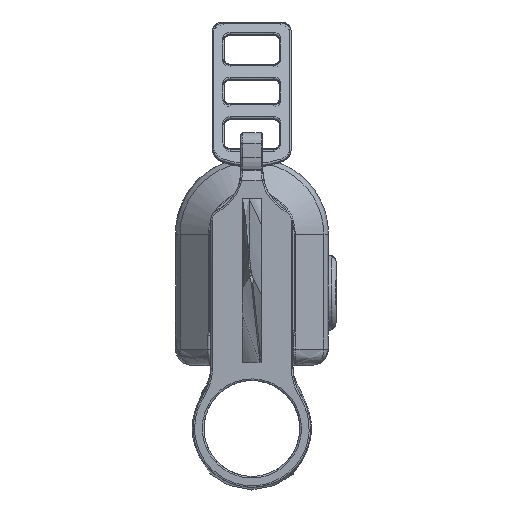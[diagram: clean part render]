
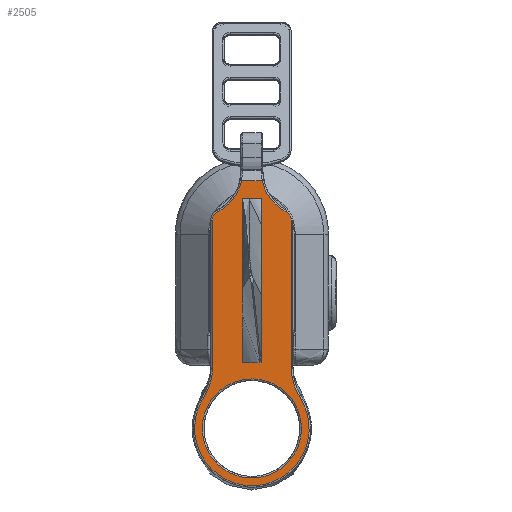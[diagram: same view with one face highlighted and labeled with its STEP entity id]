
A CAD part, front view. The second image highlights one B-rep face of the part: STEP entity #2505.
In plain terms, the highlighted free-form (B-spline) face has degree [1, 1] with [2, 2] control points.
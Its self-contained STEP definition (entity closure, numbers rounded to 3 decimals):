
#130 = VERTEX_POINT('',#131);
#131 = CARTESIAN_POINT('',(2.809,-91.937,22.161
    ));
#138 = EDGE_CURVE('',#130,#139,#141,.T.);
#139 = VERTEX_POINT('',#140);
#140 = CARTESIAN_POINT('',(9.381,-91.937,
    13.607));
#141 = ( BOUNDED_CURVE() B_SPLINE_CURVE(2,(#142,#143,#144),
.UNSPECIFIED.,.F.,.F.) B_SPLINE_CURVE_WITH_KNOTS((3,3),(5.83,
6.728),.PIECEWISE_BEZIER_KNOTS.) CURVE() 
GEOMETRIC_REPRESENTATION_ITEM() RATIONAL_B_SPLINE_CURVE((1.,
0.901,1.)) REPRESENTATION_ITEM('') );
#142 = CARTESIAN_POINT('',(2.809,-91.937,22.161
    ));
#143 = CARTESIAN_POINT('',(4.035,-91.937,
    16.301));
#144 = CARTESIAN_POINT('',(9.381,-91.937,
    13.607));
#206 = VERTEX_POINT('',#207);
#207 = CARTESIAN_POINT('',(-2.809,-91.937,
    22.161));
#214 = EDGE_CURVE('',#206,#130,#215,.T.);
#215 = B_SPLINE_CURVE_WITH_KNOTS('',1,(#216,#217),.UNSPECIFIED.,.F.,.F.,
  (2,2),(-1.876,1.876),.PIECEWISE_BEZIER_KNOTS.);
#216 = CARTESIAN_POINT('',(-2.809,-91.937,
    22.161));
#217 = CARTESIAN_POINT('',(2.809,-91.937,22.161
    ));
#2017 = VERTEX_POINT('',#2018);
#2018 = CARTESIAN_POINT('',(-9.381,-91.937,
    13.607));
#2024 = EDGE_CURVE('',#2017,#206,#2025,.T.);
#2025 = ( BOUNDED_CURVE() B_SPLINE_CURVE(2,(#2026,#2027,#2028),
.UNSPECIFIED.,.F.,.F.) B_SPLINE_CURVE_WITH_KNOTS((3,3),(5.838,
6.736),.PIECEWISE_BEZIER_KNOTS.) CURVE() 
GEOMETRIC_REPRESENTATION_ITEM() RATIONAL_B_SPLINE_CURVE((1.,
0.901,1.)) REPRESENTATION_ITEM('') );
#2026 = CARTESIAN_POINT('',(-9.381,-91.937,
    13.607));
#2027 = CARTESIAN_POINT('',(-4.035,-91.937,
    16.301));
#2028 = CARTESIAN_POINT('',(-2.809,-91.937,
    22.161));
#2047 = VERTEX_POINT('',#2048);
#2048 = CARTESIAN_POINT('',(-10.781,-91.937,
    11.334));
#2054 = EDGE_CURVE('',#2047,#2017,#2055,.T.);
#2055 = ( BOUNDED_CURVE() B_SPLINE_CURVE(2,(#2056,#2057,#2058),
.UNSPECIFIED.,.F.,.F.) B_SPLINE_CURVE_WITH_KNOTS((3,3),(5.731,
6.835),.PIECEWISE_BEZIER_KNOTS.) CURVE() 
GEOMETRIC_REPRESENTATION_ITEM() RATIONAL_B_SPLINE_CURVE((1.,
0.851,1.)) REPRESENTATION_ITEM('') );
#2056 = CARTESIAN_POINT('',(-10.781,-91.937,
    11.334));
#2057 = CARTESIAN_POINT('',(-10.781,-91.937,
    12.901));
#2058 = CARTESIAN_POINT('',(-9.381,-91.937,
    13.607));
#2081 = VERTEX_POINT('',#2082);
#2082 = CARTESIAN_POINT('',(-10.781,-91.937,
    -29.271));
#2088 = EDGE_CURVE('',#2081,#2047,#2089,.T.);
#2089 = B_SPLINE_CURVE_WITH_KNOTS('',1,(#2090,#2091),.UNSPECIFIED.,.F.,
  .F.,(2,2),(-0.848,26.269),.PIECEWISE_BEZIER_KNOTS.);
#2090 = CARTESIAN_POINT('',(-10.781,-91.937,
    -29.271));
#2091 = CARTESIAN_POINT('',(-10.781,-91.937,
    11.334));
#2109 = EDGE_CURVE('',#2110,#2081,#2112,.T.);
#2110 = VERTEX_POINT('',#2111);
#2111 = CARTESIAN_POINT('',(-13.208,-91.937,
    -37.251));
#2112 = B_SPLINE_CURVE_WITH_KNOTS('',3,(#2113,#2114,#2115,#2116),
  .UNSPECIFIED.,.F.,.F.,(4,4),(0.,0.565),
  .PIECEWISE_BEZIER_KNOTS.);
#2113 = CARTESIAN_POINT('',(-13.208,-91.937,
    -37.251));
#2114 = CARTESIAN_POINT('',(-11.693,-91.937,
    -34.874));
#2115 = CARTESIAN_POINT('',(-10.781,-91.937,
    -32.089));
#2116 = CARTESIAN_POINT('',(-10.781,-91.937,
    -29.271));
#2151 = VERTEX_POINT('',#2152);
#2152 = CARTESIAN_POINT('',(13.208,-91.937,
    -37.251));
#2158 = EDGE_CURVE('',#2151,#2110,#2159,.T.);
#2159 = ( BOUNDED_CURVE() B_SPLINE_CURVE(2,(#2160,#2161,#2162,#2163,
#2164),.UNSPECIFIED.,.F.,.F.) B_SPLINE_CURVE_WITH_KNOTS((3,2,3),(
    4.145,6.283,8.421),
.PIECEWISE_BEZIER_KNOTS.) CURVE() GEOMETRIC_REPRESENTATION_ITEM() 
RATIONAL_B_SPLINE_CURVE((1.,0.481,1.,0.481,1.)) 
REPRESENTATION_ITEM('') );
#2160 = CARTESIAN_POINT('',(13.208,-91.937,
    -37.251));
#2161 = CARTESIAN_POINT('',(28.556,-91.937,
    -61.332));
#2162 = CARTESIAN_POINT('',(0.,-91.937,
    -61.332));
#2163 = CARTESIAN_POINT('',(-28.556,-91.937,
    -61.332));
#2164 = CARTESIAN_POINT('',(-13.208,-91.937,
    -37.251));
#2187 = EDGE_CURVE('',#2188,#2151,#2190,.T.);
#2188 = VERTEX_POINT('',#2189);
#2189 = CARTESIAN_POINT('',(10.781,-91.937,
    -29.271));
#2190 = B_SPLINE_CURVE_WITH_KNOTS('',3,(#2191,#2192,#2193,#2194),
  .UNSPECIFIED.,.F.,.F.,(4,4),(0.,0.565),
  .PIECEWISE_BEZIER_KNOTS.);
#2191 = CARTESIAN_POINT('',(10.781,-91.937,
    -29.271));
#2192 = CARTESIAN_POINT('',(10.781,-91.937,
    -32.089));
#2193 = CARTESIAN_POINT('',(11.693,-91.937,
    -34.874));
#2194 = CARTESIAN_POINT('',(13.208,-91.937,
    -37.251));
#2231 = VERTEX_POINT('',#2232);
#2232 = CARTESIAN_POINT('',(10.781,-91.937,
    11.334));
#2238 = EDGE_CURVE('',#2231,#2188,#2239,.T.);
#2239 = B_SPLINE_CURVE_WITH_KNOTS('',1,(#2240,#2241),.UNSPECIFIED.,.F.,
  .F.,(2,2),(-26.269,0.848),.PIECEWISE_BEZIER_KNOTS.);
#2240 = CARTESIAN_POINT('',(10.781,-91.937,
    11.334));
#2241 = CARTESIAN_POINT('',(10.781,-91.937,
    -29.271));
#2260 = EDGE_CURVE('',#139,#2231,#2261,.T.);
#2261 = ( BOUNDED_CURVE() B_SPLINE_CURVE(2,(#2262,#2263,#2264),
.UNSPECIFIED.,.F.,.F.) B_SPLINE_CURVE_WITH_KNOTS((3,3),(5.731,
6.835),.PIECEWISE_BEZIER_KNOTS.) CURVE() 
GEOMETRIC_REPRESENTATION_ITEM() RATIONAL_B_SPLINE_CURVE((1.,
0.851,1.)) REPRESENTATION_ITEM('') );
#2262 = CARTESIAN_POINT('',(9.381,-91.937,
    13.607));
#2263 = CARTESIAN_POINT('',(10.781,-91.937,
    12.901));
#2264 = CARTESIAN_POINT('',(10.781,-91.937,
    11.334));
#2419 = VERTEX_POINT('',#2420);
#2420 = CARTESIAN_POINT('',(0.,-91.937,
    -32.118));
#2426 = EDGE_CURVE('',#2419,#2419,#2427,.T.);
#2427 = ( BOUNDED_CURVE() B_SPLINE_CURVE(2,(#2428,#2429,#2430,#2431,
#2432,#2433,#2434),.UNSPECIFIED.,.T.,.F.) B_SPLINE_CURVE_WITH_KNOTS((1,2
    ,2,2,2,1),(-2.094,0.,2.094,4.189,
6.283,8.378),.UNSPECIFIED.) CURVE() 
GEOMETRIC_REPRESENTATION_ITEM() RATIONAL_B_SPLINE_CURVE((1.,0.5,1.,0.5,
1.,0.5,1.)) REPRESENTATION_ITEM('') );
#2428 = CARTESIAN_POINT('',(0.,-91.937,
    -32.118));
#2429 = CARTESIAN_POINT('',(-23.471,-91.937,
    -32.118));
#2430 = CARTESIAN_POINT('',(-11.736,-91.937,
    -52.445));
#2431 = CARTESIAN_POINT('',(0.,-91.937,
    -72.771));
#2432 = CARTESIAN_POINT('',(11.736,-91.937,
    -52.445));
#2433 = CARTESIAN_POINT('',(23.471,-91.937,
    -32.118));
#2434 = CARTESIAN_POINT('',(0.,-91.937,
    -32.118));
#2505 = ADVANCED_FACE('',(#2506,#2518,#2548),#2551,.T.);
#2506 = FACE_BOUND('',#2507,.T.);
#2507 = EDGE_LOOP('',(#2508,#2509,#2510,#2511,#2512,#2513,#2514,#2515,
    #2516,#2517));
#2508 = ORIENTED_EDGE('',*,*,#138,.F.);
#2509 = ORIENTED_EDGE('',*,*,#214,.F.);
#2510 = ORIENTED_EDGE('',*,*,#2024,.F.);
#2511 = ORIENTED_EDGE('',*,*,#2054,.F.);
#2512 = ORIENTED_EDGE('',*,*,#2088,.F.);
#2513 = ORIENTED_EDGE('',*,*,#2109,.F.);
#2514 = ORIENTED_EDGE('',*,*,#2158,.F.);
#2515 = ORIENTED_EDGE('',*,*,#2187,.F.);
#2516 = ORIENTED_EDGE('',*,*,#2238,.F.);
#2517 = ORIENTED_EDGE('',*,*,#2260,.F.);
#2518 = FACE_BOUND('',#2519,.T.);
#2519 = EDGE_LOOP('',(#2520,#2529,#2536,#2543));
#2520 = ORIENTED_EDGE('',*,*,#2521,.T.);
#2521 = EDGE_CURVE('',#2522,#2524,#2526,.T.);
#2522 = VERTEX_POINT('',#2523);
#2523 = CARTESIAN_POINT('',(2.62,-91.937,
    16.471));
#2524 = VERTEX_POINT('',#2525);
#2525 = CARTESIAN_POINT('',(2.62,-91.937,
    -25.455));
#2526 = B_SPLINE_CURVE_WITH_KNOTS('',1,(#2527,#2528),.UNSPECIFIED.,.F.,
  .F.,(2,2),(-5.1,22.9),.PIECEWISE_BEZIER_KNOTS.);
#2527 = CARTESIAN_POINT('',(2.62,-91.937,
    16.471));
#2528 = CARTESIAN_POINT('',(2.62,-91.937,
    -25.455));
#2529 = ORIENTED_EDGE('',*,*,#2530,.F.);
#2530 = EDGE_CURVE('',#2531,#2524,#2533,.T.);
#2531 = VERTEX_POINT('',#2532);
#2532 = CARTESIAN_POINT('',(-2.62,-91.937,
    -25.455));
#2533 = B_SPLINE_CURVE_WITH_KNOTS('',1,(#2534,#2535),.UNSPECIFIED.,.F.,
  .F.,(2,2),(-1.75,1.75),.PIECEWISE_BEZIER_KNOTS.);
#2534 = CARTESIAN_POINT('',(-2.62,-91.937,
    -25.455));
#2535 = CARTESIAN_POINT('',(2.62,-91.937,
    -25.455));
#2536 = ORIENTED_EDGE('',*,*,#2537,.T.);
#2537 = EDGE_CURVE('',#2531,#2538,#2540,.T.);
#2538 = VERTEX_POINT('',#2539);
#2539 = CARTESIAN_POINT('',(-2.62,-91.937,
    16.471));
#2540 = B_SPLINE_CURVE_WITH_KNOTS('',1,(#2541,#2542),.UNSPECIFIED.,.F.,
  .F.,(2,2),(-22.9,5.1),.PIECEWISE_BEZIER_KNOTS.);
#2541 = CARTESIAN_POINT('',(-2.62,-91.937,
    -25.455));
#2542 = CARTESIAN_POINT('',(-2.62,-91.937,
    16.471));
#2543 = ORIENTED_EDGE('',*,*,#2544,.F.);
#2544 = EDGE_CURVE('',#2522,#2538,#2545,.T.);
#2545 = B_SPLINE_CURVE_WITH_KNOTS('',1,(#2546,#2547),.UNSPECIFIED.,.F.,
  .F.,(2,2),(-1.75,1.75),.PIECEWISE_BEZIER_KNOTS.);
#2546 = CARTESIAN_POINT('',(2.62,-91.937,
    16.471));
#2547 = CARTESIAN_POINT('',(-2.62,-91.937,
    16.471));
#2548 = FACE_BOUND('',#2549,.T.);
#2549 = EDGE_LOOP('',(#2550));
#2550 = ORIENTED_EDGE('',*,*,#2426,.F.);
#2551 = B_SPLINE_SURFACE_WITH_KNOTS('',1,1,(
    (#2552,#2553)
    ,(#2554,#2555
    )),.UNSPECIFIED.,.F.,.F.,.F.,(2,2),(2,2),(-54.05,1.71),(
    -10.46,10.46),.PIECEWISE_BEZIER_KNOTS.);
#2552 = CARTESIAN_POINT('',(-15.663,-91.937,
    22.161));
#2553 = CARTESIAN_POINT('',(15.663,-91.937,
    22.161));
#2554 = CARTESIAN_POINT('',(-15.663,-91.937,
    -61.332));
#2555 = CARTESIAN_POINT('',(15.663,-91.937,
    -61.332));
